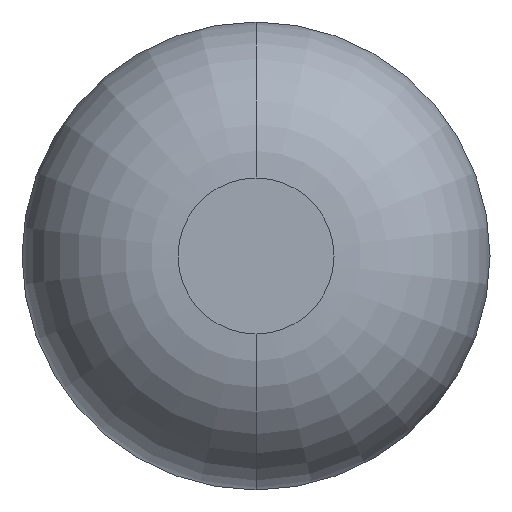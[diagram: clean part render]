
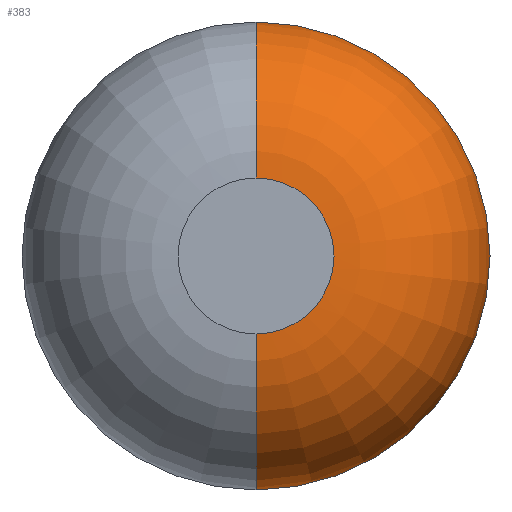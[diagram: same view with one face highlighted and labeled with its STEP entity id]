
A CAD part, front view. The second image highlights one B-rep face of the part: STEP entity #383.
In plain terms, the highlighted toroidal (fillet/blend) face has major radius 3.175 mm and minor radius 6.35 mm.
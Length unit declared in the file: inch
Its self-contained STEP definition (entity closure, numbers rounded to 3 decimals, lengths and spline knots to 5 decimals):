
#8 = VERTEX_POINT ( 'NONE', #194 ) ;
#11 = CIRCLE ( 'NONE', #86, 0.375 ) ;
#12 = ORIENTED_EDGE ( 'NONE', *, *, #285, .T. ) ;
#14 = CARTESIAN_POINT ( 'NONE',  ( 0., 0., -0.125 ) ) ;
#24 = CARTESIAN_POINT ( 'NONE',  ( 0., 0.25, -0.375 ) ) ;
#86 = AXIS2_PLACEMENT_3D ( 'NONE', #153, #310, #266 ) ;
#88 = FACE_OUTER_BOUND ( 'NONE', #485, .T. ) ;
#102 = VERTEX_POINT ( 'NONE', #14 ) ;
#120 = EDGE_CURVE ( 'NONE', #102, #144, #396, .T. ) ;
#128 = CARTESIAN_POINT ( 'NONE',  ( 0., 0.25, 0. ) ) ;
#144 = VERTEX_POINT ( 'NONE', #302 ) ;
#153 = CARTESIAN_POINT ( 'NONE',  ( 0., 0.25, 0. ) ) ;
#168 = DIRECTION ( 'NONE',  ( 0., 0., -1. ) ) ;
#194 = CARTESIAN_POINT ( 'NONE',  ( 0., 0.25, 0.375 ) ) ;
#254 = EDGE_CURVE ( 'NONE', #8, #144, #523, .T. ) ;
#261 = DIRECTION ( 'NONE',  ( 0., -1., 0. ) ) ;
#263 = VERTEX_POINT ( 'NONE', #24 ) ;
#266 = DIRECTION ( 'NONE',  ( 0., 0., -1. ) ) ;
#275 = AXIS2_PLACEMENT_3D ( 'NONE', #404, #360, #443 ) ;
#285 = EDGE_CURVE ( 'NONE', #263, #8, #11, .T. ) ;
#290 = DIRECTION ( 'NONE',  ( 0., -1., 0. ) ) ;
#292 = TOROIDAL_SURFACE ( 'NONE', #339, 0.125, 0.25 ) ;
#297 = CARTESIAN_POINT ( 'NONE',  ( 0., 0., 0. ) ) ;
#300 = DIRECTION ( 'NONE',  ( 0., 0., -1. ) ) ;
#302 = CARTESIAN_POINT ( 'NONE',  ( 0., 0., 0.125 ) ) ;
#310 = DIRECTION ( 'NONE',  ( 0., -1., 0. ) ) ;
#339 = AXIS2_PLACEMENT_3D ( 'NONE', #128, #290, #168 ) ;
#352 = EDGE_CURVE ( 'NONE', #263, #102, #517, .T. ) ;
#360 = DIRECTION ( 'NONE',  ( 1., 0., 0. ) ) ;
#383 = ADVANCED_FACE ( 'NONE', ( #88 ), #292, .T. ) ;
#387 = ORIENTED_EDGE ( 'NONE', *, *, #120, .F. ) ;
#396 = CIRCLE ( 'NONE', #421, 0.125 ) ;
#404 = CARTESIAN_POINT ( 'NONE',  ( 0., 0.25, 0.125 ) ) ;
#414 = DIRECTION ( 'NONE',  ( -1., 0., 0. ) ) ;
#415 = DIRECTION ( 'NONE',  ( 0., 0., 1. ) ) ;
#421 = AXIS2_PLACEMENT_3D ( 'NONE', #297, #261, #300 ) ;
#443 = DIRECTION ( 'NONE',  ( 0., 0., -1. ) ) ;
#454 = CARTESIAN_POINT ( 'NONE',  ( 0., 0.25, -0.125 ) ) ;
#471 = ORIENTED_EDGE ( 'NONE', *, *, #352, .F. ) ;
#485 = EDGE_LOOP ( 'NONE', ( #12, #507, #387, #471 ) ) ;
#507 = ORIENTED_EDGE ( 'NONE', *, *, #254, .T. ) ;
#517 = CIRCLE ( 'NONE', #542, 0.25 ) ;
#523 = CIRCLE ( 'NONE', #275, 0.25 ) ;
#542 = AXIS2_PLACEMENT_3D ( 'NONE', #454, #414, #415 ) ;
